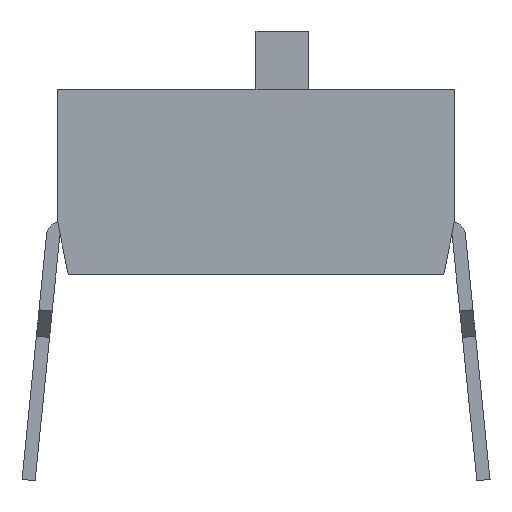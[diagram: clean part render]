
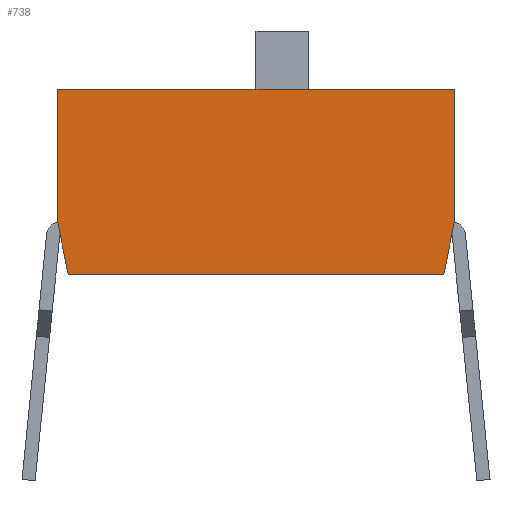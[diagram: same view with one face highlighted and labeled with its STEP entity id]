
A CAD part, left-side view. The second image highlights one B-rep face of the part: STEP entity #738.
In plain terms, the highlighted planar face has unit normal (-1, 0, 0).
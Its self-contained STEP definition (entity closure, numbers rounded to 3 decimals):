
#322 = VERTEX_POINT('',#323);
#323 = CARTESIAN_POINT('',(-2.235,0.26,1.2));
#340 = VERTEX_POINT('',#341);
#341 = CARTESIAN_POINT('',(-2.235,0.06,2.2));
#347 = EDGE_CURVE('',#322,#340,#348,.T.);
#348 = LINE('',#349,#350);
#349 = CARTESIAN_POINT('',(-2.235,0.26,1.2));
#350 = VECTOR('',#351,1.);
#351 = DIRECTION('',(0.,-0.196,0.981
    ));
#712 = VERTEX_POINT('',#713);
#713 = CARTESIAN_POINT('',(-2.235,7.36,1.2));
#728 = EDGE_CURVE('',#712,#322,#729,.T.);
#729 = LINE('',#730,#731);
#730 = CARTESIAN_POINT('',(-2.235,7.36,1.2));
#731 = VECTOR('',#732,1.);
#732 = DIRECTION('',(0.,-1.,0.));
#738 = ADVANCED_FACE('',(#739),#773,.F.);
#739 = FACE_BOUND('',#740,.T.);
#740 = EDGE_LOOP('',(#741,#742,#743,#751,#759,#767));
#741 = ORIENTED_EDGE('',*,*,#728,.T.);
#742 = ORIENTED_EDGE('',*,*,#347,.T.);
#743 = ORIENTED_EDGE('',*,*,#744,.T.);
#744 = EDGE_CURVE('',#340,#745,#747,.T.);
#745 = VERTEX_POINT('',#746);
#746 = CARTESIAN_POINT('',(-2.235,0.06,4.7));
#747 = LINE('',#748,#749);
#748 = CARTESIAN_POINT('',(-2.235,0.06,2.2));
#749 = VECTOR('',#750,1.);
#750 = DIRECTION('',(0.,0.,1.));
#751 = ORIENTED_EDGE('',*,*,#752,.T.);
#752 = EDGE_CURVE('',#745,#753,#755,.T.);
#753 = VERTEX_POINT('',#754);
#754 = CARTESIAN_POINT('',(-2.235,7.56,4.7));
#755 = LINE('',#756,#757);
#756 = CARTESIAN_POINT('',(-2.235,0.06,4.7));
#757 = VECTOR('',#758,1.);
#758 = DIRECTION('',(0.,1.,0.));
#759 = ORIENTED_EDGE('',*,*,#760,.T.);
#760 = EDGE_CURVE('',#753,#761,#763,.T.);
#761 = VERTEX_POINT('',#762);
#762 = CARTESIAN_POINT('',(-2.235,7.56,2.2));
#763 = LINE('',#764,#765);
#764 = CARTESIAN_POINT('',(-2.235,7.56,4.7));
#765 = VECTOR('',#766,1.);
#766 = DIRECTION('',(0.,0.,-1.));
#767 = ORIENTED_EDGE('',*,*,#768,.T.);
#768 = EDGE_CURVE('',#761,#712,#769,.T.);
#769 = LINE('',#770,#771);
#770 = CARTESIAN_POINT('',(-2.235,7.56,2.2));
#771 = VECTOR('',#772,1.);
#772 = DIRECTION('',(0.,-0.196,-0.981
    ));
#773 = PLANE('',#774);
#774 = AXIS2_PLACEMENT_3D('',#775,#776,#777);
#775 = CARTESIAN_POINT('',(-2.235,7.36,1.2));
#776 = DIRECTION('',(1.,0.,0.));
#777 = DIRECTION('',(0.,0.,1.));
